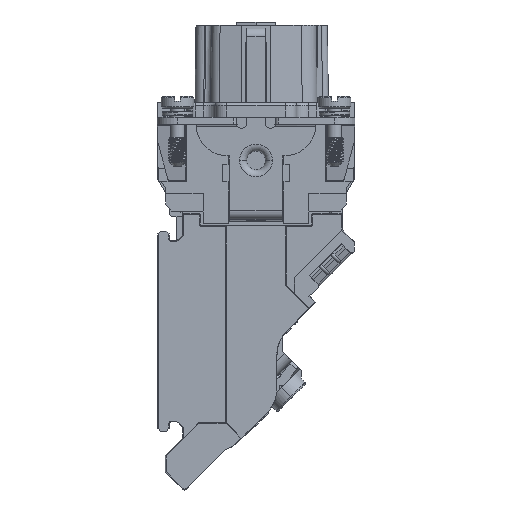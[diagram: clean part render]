
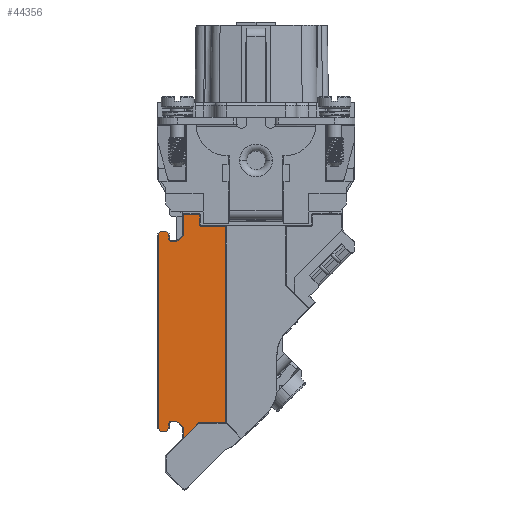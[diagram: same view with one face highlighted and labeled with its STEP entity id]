
A CAD part, front view. The second image highlights one B-rep face of the part: STEP entity #44356.
In plain terms, the highlighted planar face has unit normal (0, -1, 0).
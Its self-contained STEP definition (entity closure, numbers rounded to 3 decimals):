
#23566=PLANE('',#109426);
#30172=LINE('',#162787,#38064);
#30184=LINE('',#162827,#38076);
#30185=LINE('',#162829,#38077);
#30186=LINE('',#162831,#38078);
#30187=LINE('',#162833,#38079);
#30188=LINE('',#162837,#38080);
#30189=LINE('',#162839,#38081);
#30190=LINE('',#162841,#38082);
#30191=LINE('',#162843,#38083);
#30192=LINE('',#162845,#38084);
#30193=LINE('',#162847,#38085);
#30194=LINE('',#162849,#38086);
#30195=LINE('',#162851,#38087);
#30196=LINE('',#162853,#38088);
#30197=LINE('',#162857,#38089);
#30198=LINE('',#162859,#38090);
#30199=LINE('',#162861,#38091);
#30200=LINE('',#162863,#38092);
#30201=LINE('',#162865,#38093);
#30202=LINE('',#162867,#38094);
#30203=LINE('',#162869,#38095);
#38064=VECTOR('',#126147,1.);
#38076=VECTOR('',#126165,1.);
#38077=VECTOR('',#126166,1.);
#38078=VECTOR('',#126167,1.);
#38079=VECTOR('',#126168,1.);
#38080=VECTOR('',#126171,1.);
#38081=VECTOR('',#126172,1.);
#38082=VECTOR('',#126173,1.);
#38083=VECTOR('',#126174,1.);
#38084=VECTOR('',#126175,1.);
#38085=VECTOR('',#126176,1.);
#38086=VECTOR('',#126177,1.);
#38087=VECTOR('',#126178,1.);
#38088=VECTOR('',#126179,1.);
#38089=VECTOR('',#126182,1.);
#38090=VECTOR('',#126183,1.);
#38091=VECTOR('',#126184,1.);
#38092=VECTOR('',#126185,1.);
#38093=VECTOR('',#126186,1.);
#38094=VECTOR('',#126187,1.);
#38095=VECTOR('',#126188,1.);
#44356=ADVANCED_FACE('',(#48887),#23566,.T.);
#48887=FACE_OUTER_BOUND('',#53280,.T.);
#53280=EDGE_LOOP('',(#74268,#74269,#74270,#74271,#74272,#74273,#74274,#74275,
#74276,#74277,#74278,#74279,#74280,#74281,#74282,#74283,#74284,#74285,#74286,
#74287,#74288,#74289,#74290,#74291,#74292));
#56212=CIRCLE('',#109424,0.601);
#56213=CIRCLE('',#109425,0.601);
#74268=ORIENTED_EDGE('',*,*,#99115,.F.);
#74269=ORIENTED_EDGE('',*,*,#99116,.T.);
#74270=ORIENTED_EDGE('',*,*,#99117,.F.);
#74271=ORIENTED_EDGE('',*,*,#99118,.F.);
#74272=ORIENTED_EDGE('',*,*,#99119,.F.);
#74273=ORIENTED_EDGE('',*,*,#99120,.F.);
#74274=ORIENTED_EDGE('',*,*,#99121,.F.);
#74275=ORIENTED_EDGE('',*,*,#99122,.F.);
#74276=ORIENTED_EDGE('',*,*,#99123,.F.);
#74277=ORIENTED_EDGE('',*,*,#99124,.F.);
#74278=ORIENTED_EDGE('',*,*,#99125,.F.);
#74279=ORIENTED_EDGE('',*,*,#99126,.F.);
#74280=ORIENTED_EDGE('',*,*,#99127,.F.);
#74281=ORIENTED_EDGE('',*,*,#99128,.F.);
#74282=ORIENTED_EDGE('',*,*,#99129,.F.);
#74283=ORIENTED_EDGE('',*,*,#99130,.F.);
#74284=ORIENTED_EDGE('',*,*,#99131,.F.);
#74285=ORIENTED_EDGE('',*,*,#99132,.F.);
#74286=ORIENTED_EDGE('',*,*,#99133,.T.);
#74287=ORIENTED_EDGE('',*,*,#99134,.F.);
#74288=ORIENTED_EDGE('',*,*,#99135,.F.);
#74289=ORIENTED_EDGE('',*,*,#99136,.F.);
#74290=ORIENTED_EDGE('',*,*,#99137,.T.);
#74291=ORIENTED_EDGE('',*,*,#99100,.F.);
#74292=ORIENTED_EDGE('',*,*,#99104,.T.);
#87847=VERTEX_POINT('',#162788);
#87848=VERTEX_POINT('',#162789);
#87849=VERTEX_POINT('',#162794);
#87860=VERTEX_POINT('',#162828);
#87861=VERTEX_POINT('',#162830);
#87862=VERTEX_POINT('',#162832);
#87863=VERTEX_POINT('',#162834);
#87864=VERTEX_POINT('',#162836);
#87865=VERTEX_POINT('',#162838);
#87866=VERTEX_POINT('',#162840);
#87867=VERTEX_POINT('',#162842);
#87868=VERTEX_POINT('',#162844);
#87869=VERTEX_POINT('',#162846);
#87870=VERTEX_POINT('',#162848);
#87871=VERTEX_POINT('',#162850);
#87872=VERTEX_POINT('',#162852);
#87873=VERTEX_POINT('',#162854);
#87874=VERTEX_POINT('',#162856);
#87875=VERTEX_POINT('',#162858);
#87876=VERTEX_POINT('',#162860);
#87877=VERTEX_POINT('',#162862);
#87878=VERTEX_POINT('',#162864);
#87879=VERTEX_POINT('',#162866);
#87880=VERTEX_POINT('',#162868);
#87881=VERTEX_POINT('',#162870);
#99100=EDGE_CURVE('',#87847,#87848,#30172,.T.);
#99104=EDGE_CURVE('',#87847,#87849,#104206,.T.);
#99115=EDGE_CURVE('',#87860,#87849,#30184,.T.);
#99116=EDGE_CURVE('',#87860,#87861,#30185,.T.);
#99117=EDGE_CURVE('',#87862,#87861,#30186,.T.);
#99118=EDGE_CURVE('',#87863,#87862,#30187,.T.);
#99119=EDGE_CURVE('',#87864,#87863,#56212,.T.);
#99120=EDGE_CURVE('',#87865,#87864,#30188,.T.);
#99121=EDGE_CURVE('',#87866,#87865,#30189,.T.);
#99122=EDGE_CURVE('',#87867,#87866,#30190,.T.);
#99123=EDGE_CURVE('',#87868,#87867,#30191,.T.);
#99124=EDGE_CURVE('',#87869,#87868,#30192,.T.);
#99125=EDGE_CURVE('',#87870,#87869,#30193,.T.);
#99126=EDGE_CURVE('',#87871,#87870,#30194,.T.);
#99127=EDGE_CURVE('',#87872,#87871,#30195,.T.);
#99128=EDGE_CURVE('',#87873,#87872,#30196,.T.);
#99129=EDGE_CURVE('',#87874,#87873,#56213,.T.);
#99130=EDGE_CURVE('',#87875,#87874,#30197,.T.);
#99131=EDGE_CURVE('',#87876,#87875,#30198,.T.);
#99132=EDGE_CURVE('',#87877,#87876,#30199,.T.);
#99133=EDGE_CURVE('',#87877,#87878,#30200,.T.);
#99134=EDGE_CURVE('',#87879,#87878,#30201,.T.);
#99135=EDGE_CURVE('',#87880,#87879,#30202,.T.);
#99136=EDGE_CURVE('',#87881,#87880,#30203,.T.);
#99137=EDGE_CURVE('',#87881,#87848,#104209,.T.);
#104206=B_SPLINE_CURVE_WITH_KNOTS('',3,(#162795,#162796,#162797,#162798),
 .UNSPECIFIED.,.F.,.F.,(4,4),(0.,1.),.UNSPECIFIED.);
#104209=B_SPLINE_CURVE_WITH_KNOTS('',3,(#162871,#162872,#162873,#162874),
 .UNSPECIFIED.,.F.,.F.,(4,4),(0.,1.),.UNSPECIFIED.);
#109424=AXIS2_PLACEMENT_3D('',#162835,#126169,#126170);
#109425=AXIS2_PLACEMENT_3D('',#162855,#126180,#126181);
#109426=AXIS2_PLACEMENT_3D('',#162875,#126189,#126190);
#126147=DIRECTION('',(0.,0.,-1.));
#126165=DIRECTION('',(1.,0.,0.));
#126166=DIRECTION('',(0.,0.,-1.));
#126167=DIRECTION('',(0.707,0.,0.707));
#126168=DIRECTION('',(1.,0.,0.));
#126169=DIRECTION('',(0.,-1.,0.));
#126170=DIRECTION('',(-1.,0.,0.));
#126171=DIRECTION('',(0.,0.,-1.));
#126172=DIRECTION('',(0.707,0.,-0.707));
#126173=DIRECTION('',(1.,0.,0.));
#126174=DIRECTION('',(0.707,0.,0.707));
#126175=DIRECTION('',(0.,0.,1.));
#126176=DIRECTION('',(-0.707,0.,0.707));
#126177=DIRECTION('',(-1.,0.,0.));
#126178=DIRECTION('',(-0.707,0.,-0.707));
#126179=DIRECTION('',(0.,0.,-1.));
#126180=DIRECTION('',(0.,-1.,0.));
#126181=DIRECTION('',(0.,0.,1.));
#126182=DIRECTION('',(-1.,0.,0.));
#126183=DIRECTION('',(-0.707,0.,0.707));
#126184=DIRECTION('',(0.,0.,1.));
#126185=DIRECTION('',(0.707,0.,0.707));
#126186=DIRECTION('',(-1.,0.,0.));
#126187=DIRECTION('',(0.,0.,-1.));
#126188=DIRECTION('',(1.,0.,0.));
#126189=DIRECTION('',(0.,-1.,0.));
#126190=DIRECTION('',(-1.,0.,0.));
#162787=CARTESIAN_POINT('',(-9.693,-8.87,-19.431));
#162788=CARTESIAN_POINT('',(-9.693,-8.87,-19.431));
#162789=CARTESIAN_POINT('',(-9.693,-8.87,-20.932));
#162794=CARTESIAN_POINT('',(-9.992,-8.87,-19.132));
#162795=CARTESIAN_POINT('',(-9.693,-8.87,-19.431));
#162796=CARTESIAN_POINT('',(-9.693,-8.87,-19.266));
#162797=CARTESIAN_POINT('',(-9.826,-8.87,-19.132));
#162798=CARTESIAN_POINT('',(-9.992,-8.87,-19.132));
#162827=CARTESIAN_POINT('',(-12.525,-8.87,-19.132));
#162828=CARTESIAN_POINT('',(-12.525,-8.87,-19.132));
#162829=CARTESIAN_POINT('',(-12.525,-8.87,-19.132));
#162830=CARTESIAN_POINT('',(-12.525,-8.87,-22.787));
#162831=CARTESIAN_POINT('',(-13.586,-8.87,-23.848));
#162832=CARTESIAN_POINT('',(-13.586,-8.87,-23.848));
#162833=CARTESIAN_POINT('',(-14.429,-8.87,-23.848));
#162834=CARTESIAN_POINT('',(-14.429,-8.87,-23.848));
#162835=CARTESIAN_POINT('',(-14.429,-8.87,-23.246));
#162836=CARTESIAN_POINT('',(-15.03,-8.87,-23.246));
#162837=CARTESIAN_POINT('',(-15.03,-8.87,-22.587));
#162838=CARTESIAN_POINT('',(-15.03,-8.87,-22.587));
#162839=CARTESIAN_POINT('',(-15.472,-8.87,-22.144));
#162840=CARTESIAN_POINT('',(-15.472,-8.87,-22.144));
#162841=CARTESIAN_POINT('',(-16.341,-8.87,-22.144));
#162842=CARTESIAN_POINT('',(-16.341,-8.87,-22.144));
#162843=CARTESIAN_POINT('',(-16.783,-8.87,-22.587));
#162844=CARTESIAN_POINT('',(-16.783,-8.87,-22.587));
#162845=CARTESIAN_POINT('',(-16.783,-8.87,-55.97));
#162846=CARTESIAN_POINT('',(-16.783,-8.87,-55.97));
#162847=CARTESIAN_POINT('',(-16.341,-8.87,-56.412));
#162848=CARTESIAN_POINT('',(-16.341,-8.87,-56.412));
#162849=CARTESIAN_POINT('',(-15.472,-8.87,-56.412));
#162850=CARTESIAN_POINT('',(-15.472,-8.87,-56.412));
#162851=CARTESIAN_POINT('',(-15.03,-8.87,-55.97));
#162852=CARTESIAN_POINT('',(-15.03,-8.87,-55.97));
#162853=CARTESIAN_POINT('',(-15.03,-8.87,-55.31));
#162854=CARTESIAN_POINT('',(-15.03,-8.87,-55.31));
#162855=CARTESIAN_POINT('',(-14.429,-8.87,-55.31));
#162856=CARTESIAN_POINT('',(-14.429,-8.87,-54.709));
#162857=CARTESIAN_POINT('',(-13.586,-8.87,-54.709));
#162858=CARTESIAN_POINT('',(-13.586,-8.87,-54.709));
#162859=CARTESIAN_POINT('',(-12.525,-8.87,-55.77));
#162860=CARTESIAN_POINT('',(-12.525,-8.87,-55.77));
#162861=CARTESIAN_POINT('',(-12.525,-8.87,-57.716));
#162862=CARTESIAN_POINT('',(-12.525,-8.87,-57.716));
#162863=CARTESIAN_POINT('',(-12.525,-8.87,-57.716));
#162864=CARTESIAN_POINT('',(-9.822,-8.87,-55.014));
#162865=CARTESIAN_POINT('',(-5.173,-8.87,-55.014));
#162866=CARTESIAN_POINT('',(-5.173,-8.87,-55.014));
#162867=CARTESIAN_POINT('',(-5.173,-8.87,-21.232));
#162868=CARTESIAN_POINT('',(-5.173,-8.87,-21.232));
#162869=CARTESIAN_POINT('',(-9.393,-8.87,-21.232));
#162870=CARTESIAN_POINT('',(-9.393,-8.87,-21.232));
#162871=CARTESIAN_POINT('',(-9.393,-8.87,-21.232));
#162872=CARTESIAN_POINT('',(-9.558,-8.87,-21.232));
#162873=CARTESIAN_POINT('',(-9.693,-8.87,-21.098));
#162874=CARTESIAN_POINT('',(-9.693,-8.87,-20.932));
#162875=CARTESIAN_POINT('',(0.,-8.87,0.));
